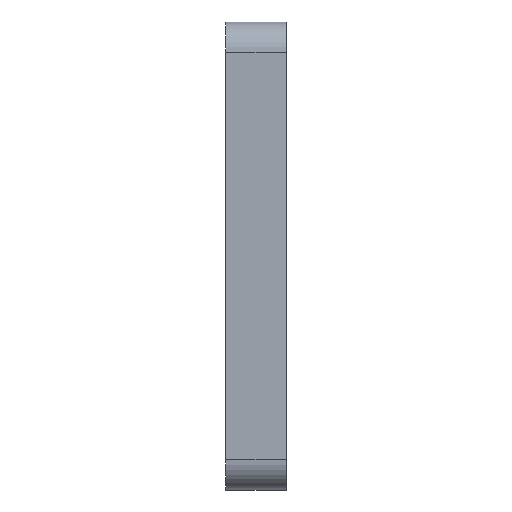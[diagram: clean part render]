
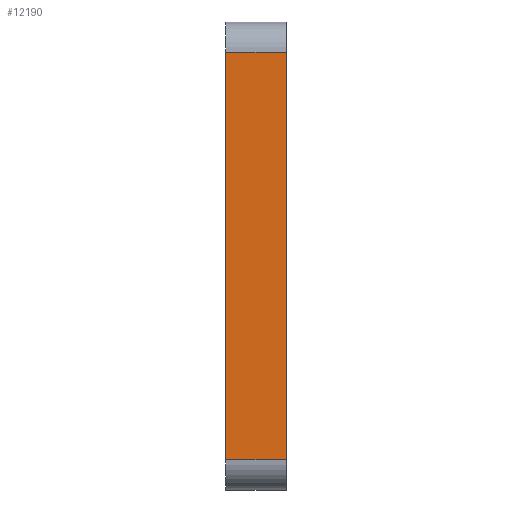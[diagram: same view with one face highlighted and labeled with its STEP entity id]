
A CAD part, left-side view. The second image highlights one B-rep face of the part: STEP entity #12190.
In plain terms, the highlighted planar face has unit normal (-1, 0, 0).
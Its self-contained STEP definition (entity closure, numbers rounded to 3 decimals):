
#811 = DIRECTION ( 'NONE',  ( 0., -1., 0. ) ) ;
#1185 = EDGE_CURVE ( 'NONE', #11853, #6469, #12273, .T. ) ;
#1218 = VECTOR ( 'NONE', #4617, 1000. ) ;
#1617 = VECTOR ( 'NONE', #11305, 1000. ) ;
#1994 = ORIENTED_EDGE ( 'NONE', *, *, #1185, .T. ) ;
#2338 = DIRECTION ( 'NONE',  ( 1., 0., 0. ) ) ;
#2373 = VECTOR ( 'NONE', #5257, 1000. ) ;
#2394 = VERTEX_POINT ( 'NONE', #3810 ) ;
#3810 = CARTESIAN_POINT ( 'NONE',  ( -15.5, 4., 13.5 ) ) ;
#4617 = DIRECTION ( 'NONE',  ( 0., 0., 1. ) ) ;
#4715 = EDGE_CURVE ( 'NONE', #11853, #2394, #12214, .T. ) ;
#4961 = EDGE_CURVE ( 'NONE', #6469, #9971, #8412, .T. ) ;
#5085 = CARTESIAN_POINT ( 'NONE',  ( -15.5, 4., 13.5 ) ) ;
#5257 = DIRECTION ( 'NONE',  ( 0., 1., 0. ) ) ;
#5455 = EDGE_LOOP ( 'NONE', ( #16037, #15657, #12114, #1994 ) ) ;
#6469 = VERTEX_POINT ( 'NONE', #9707 ) ;
#7169 = CARTESIAN_POINT ( 'NONE',  ( -15.5, 4., -13.5 ) ) ;
#7266 = VECTOR ( 'NONE', #811, 1000. ) ;
#7848 = CARTESIAN_POINT ( 'NONE',  ( -15.5, 0., 13.5 ) ) ;
#8412 = LINE ( 'NONE', #15828, #1218 ) ;
#9707 = CARTESIAN_POINT ( 'NONE',  ( -15.5, 0., -13.5 ) ) ;
#9971 = VERTEX_POINT ( 'NONE', #7848 ) ;
#10024 = CARTESIAN_POINT ( 'NONE',  ( -15.5, 4., -15.5 ) ) ;
#10252 = EDGE_CURVE ( 'NONE', #9971, #2394, #14754, .T. ) ;
#11305 = DIRECTION ( 'NONE',  ( 0., 0., 1. ) ) ;
#11853 = VERTEX_POINT ( 'NONE', #15701 ) ;
#12114 = ORIENTED_EDGE ( 'NONE', *, *, #4715, .F. ) ;
#12190 = ADVANCED_FACE ( 'NONE', ( #15312 ), #15053, .F. ) ;
#12214 = LINE ( 'NONE', #10024, #1617 ) ;
#12273 = LINE ( 'NONE', #7169, #7266 ) ;
#12398 = DIRECTION ( 'NONE',  ( 0., 0., -1. ) ) ;
#13380 = AXIS2_PLACEMENT_3D ( 'NONE', #14993, #2338, #12398 ) ;
#14754 = LINE ( 'NONE', #5085, #2373 ) ;
#14993 = CARTESIAN_POINT ( 'NONE',  ( -15.5, 4., -15.5 ) ) ;
#15053 = PLANE ( 'NONE',  #13380 ) ;
#15312 = FACE_OUTER_BOUND ( 'NONE', #5455, .T. ) ;
#15657 = ORIENTED_EDGE ( 'NONE', *, *, #10252, .T. ) ;
#15701 = CARTESIAN_POINT ( 'NONE',  ( -15.5, 4., -13.5 ) ) ;
#15828 = CARTESIAN_POINT ( 'NONE',  ( -15.5, 0., -15.5 ) ) ;
#16037 = ORIENTED_EDGE ( 'NONE', *, *, #4961, .T. ) ;
